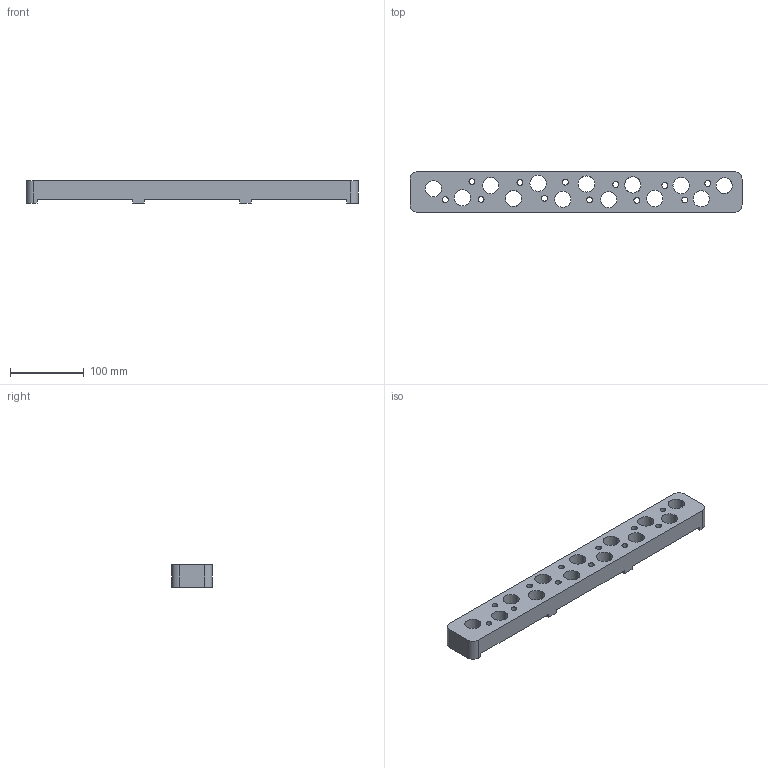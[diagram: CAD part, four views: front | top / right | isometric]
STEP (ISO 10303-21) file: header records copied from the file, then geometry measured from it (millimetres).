
FILE_DESCRIPTION(('CATIA V5 STEP Exchange'),'2;1');
FILE_NAME('mascara.stp','2019-10-07T12:32:45+00:00',('none'),('none'),'CATIA Version 5 Release 20 GA (IN-10)','CATIA V5 STEP AP203','none');
FILE_SCHEMA(('CONFIG_CONTROL_DESIGN'));
Length unit declared in the file: millimetre
Products named in the file (1): Part1
Bounding box: 450 x 55 x 30 mm (x, y, z)
Volume: 491969 mm3; surface area: 96023 mm2
Topology: 1 solids, 1 shells, 77 faces, 240 edges, 160 vertices
Faces by surface type: cylinder 54, plane 23
Entity records: 2581 total; most frequent: ORIENTED_EDGE 480, CARTESIAN_POINT 443, DIRECTION 324, EDGE_CURVE 240, AXIS2_PLACEMENT_3D 161, VERTEX_POINT 160, VECTOR 122, EDGE_LOOP 122
